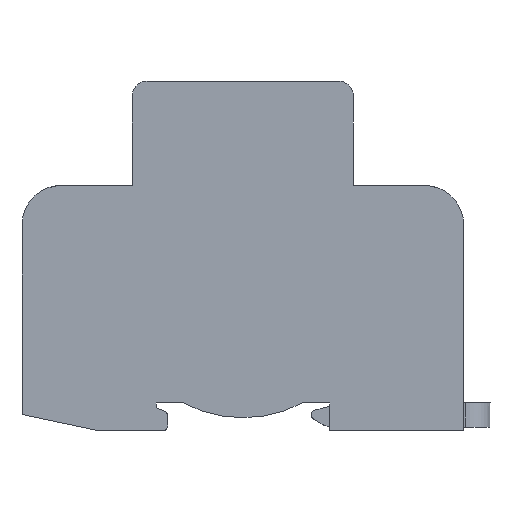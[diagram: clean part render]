
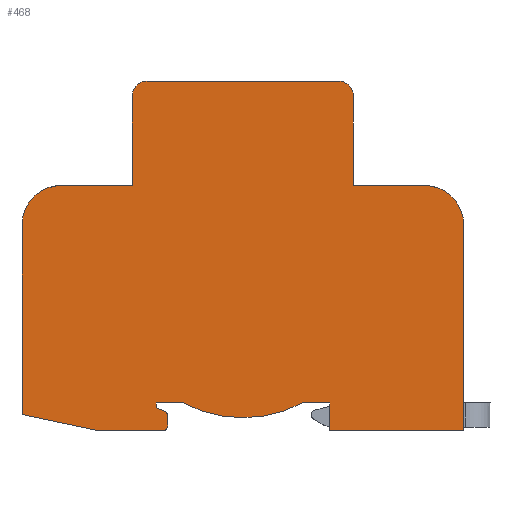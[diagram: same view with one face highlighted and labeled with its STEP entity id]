
A CAD part, left-side view. The second image highlights one B-rep face of the part: STEP entity #468.
In plain terms, the highlighted planar face has unit normal (-1, 0, 0).
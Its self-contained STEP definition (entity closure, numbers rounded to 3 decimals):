
#236=AXIS2_PLACEMENT_3D('Circle Axis2P3D',#234,#235,$) ;
#302=AXIS2_PLACEMENT_3D('Plane Axis2P3D',#299,#300,#301) ;
#306=AXIS2_PLACEMENT_3D('Circle Axis2P3D',#304,#305,$) ;
#320=AXIS2_PLACEMENT_3D('Circle Axis2P3D',#318,#319,$) ;
#341=AXIS2_PLACEMENT_3D('Circle Axis2P3D',#339,#340,$) ;
#369=AXIS2_PLACEMENT_3D('Circle Axis2P3D',#367,#368,$) ;
#383=AXIS2_PLACEMENT_3D('Circle Axis2P3D',#381,#382,$) ;
#411=AXIS2_PLACEMENT_3D('Circle Axis2P3D',#409,#410,$) ;
#141=CARTESIAN_POINT('Vertex',(0.,27.85,50.)) ;
#144=CARTESIAN_POINT('Line Origine',(0.,24.025,50.)) ;
#148=CARTESIAN_POINT('Vertex',(0.,20.2,50.)) ;
#151=CARTESIAN_POINT('Line Origine',(0.,16.775,50.)) ;
#155=CARTESIAN_POINT('Vertex',(0.,13.35,50.)) ;
#234=CARTESIAN_POINT('Axis2P3D Location',(0.,13.35,42.)) ;
#238=CARTESIAN_POINT('Vertex',(0.,5.35,42.)) ;
#278=CARTESIAN_POINT('Vertex',(0.,27.85,68.287)) ;
#281=CARTESIAN_POINT('Line Origine',(0.,27.85,59.144)) ;
#299=CARTESIAN_POINT('Axis2P3D Location',(0.,50.35,0.)) ;
#304=CARTESIAN_POINT('Axis2P3D Location',(0.,30.85,68.287)) ;
#308=CARTESIAN_POINT('Vertex',(0.,30.85,71.287)) ;
#311=CARTESIAN_POINT('Line Origine',(0.,50.35,71.287)) ;
#315=CARTESIAN_POINT('Vertex',(0.,69.85,71.287)) ;
#318=CARTESIAN_POINT('Axis2P3D Location',(0.,69.85,68.287)) ;
#322=CARTESIAN_POINT('Vertex',(0.,72.85,68.287)) ;
#325=CARTESIAN_POINT('Line Origine',(0.,72.85,59.144)) ;
#329=CARTESIAN_POINT('Vertex',(0.,72.85,50.)) ;
#332=CARTESIAN_POINT('Line Origine',(0.,80.1,50.)) ;
#336=CARTESIAN_POINT('Vertex',(0.,87.35,50.)) ;
#339=CARTESIAN_POINT('Axis2P3D Location',(0.,87.35,42.)) ;
#343=CARTESIAN_POINT('Vertex',(0.,95.35,42.)) ;
#346=CARTESIAN_POINT('Line Origine',(0.,95.35,22.669)) ;
#350=CARTESIAN_POINT('Vertex',(0.,95.35,3.337)) ;
#353=CARTESIAN_POINT('Line Origine',(0.,87.5,1.669)) ;
#357=CARTESIAN_POINT('Vertex',(0.,79.65,0.)) ;
#360=CARTESIAN_POINT('Line Origine',(0.,73.175,0.)) ;
#364=CARTESIAN_POINT('Vertex',(0.,66.7,0.)) ;
#367=CARTESIAN_POINT('Axis2P3D Location',(0.,66.7,1.)) ;
#371=CARTESIAN_POINT('Vertex',(0.,65.7,1.)) ;
#374=CARTESIAN_POINT('Line Origine',(0.,65.7,2.059)) ;
#378=CARTESIAN_POINT('Vertex',(0.,65.7,3.117)) ;
#381=CARTESIAN_POINT('Axis2P3D Location',(0.,66.7,3.117)) ;
#385=CARTESIAN_POINT('Vertex',(0.,66.336,4.049)) ;
#388=CARTESIAN_POINT('Line Origine',(0.,67.168,4.374)) ;
#392=CARTESIAN_POINT('Vertex',(0.,68.,4.7)) ;
#395=CARTESIAN_POINT('Line Origine',(0.,68.,5.2)) ;
#399=CARTESIAN_POINT('Vertex',(0.,68.,5.7)) ;
#402=CARTESIAN_POINT('Line Origine',(0.,65.237,5.7)) ;
#406=CARTESIAN_POINT('Vertex',(0.,62.474,5.7)) ;
#409=CARTESIAN_POINT('Axis2P3D Location',(0.,50.35,28.7)) ;
#413=CARTESIAN_POINT('Vertex',(0.,38.226,5.7)) ;
#416=CARTESIAN_POINT('Line Origine',(0.,35.463,5.7)) ;
#420=CARTESIAN_POINT('Vertex',(0.,32.7,5.7)) ;
#423=CARTESIAN_POINT('Line Origine',(0.,32.7,2.85)) ;
#427=CARTESIAN_POINT('Vertex',(0.,32.7,0.)) ;
#430=CARTESIAN_POINT('Line Origine',(0.,19.025,0.)) ;
#434=CARTESIAN_POINT('Vertex',(0.,5.35,0.)) ;
#437=CARTESIAN_POINT('Line Origine',(0.,5.35,21.)) ;
#145=DIRECTION('Vector Direction',(0.,1.,0.)) ;
#152=DIRECTION('Vector Direction',(0.,1.,0.)) ;
#235=DIRECTION('Axis2P3D Direction',(1.,0.,0.)) ;
#282=DIRECTION('Vector Direction',(0.,0.,1.)) ;
#300=DIRECTION('Axis2P3D Direction',(-1.,0.,0.)) ;
#301=DIRECTION('Axis2P3D XDirection',(0.,-1.,0.)) ;
#305=DIRECTION('Axis2P3D Direction',(-1.,0.,0.)) ;
#312=DIRECTION('Vector Direction',(0.,1.,0.)) ;
#319=DIRECTION('Axis2P3D Direction',(-1.,0.,0.)) ;
#326=DIRECTION('Vector Direction',(0.,0.,1.)) ;
#333=DIRECTION('Vector Direction',(0.,1.,0.)) ;
#340=DIRECTION('Axis2P3D Direction',(-1.,0.,0.)) ;
#347=DIRECTION('Vector Direction',(0.,0.,-1.)) ;
#354=DIRECTION('Vector Direction',(0.,-0.978,-0.208)) ;
#361=DIRECTION('Vector Direction',(0.,1.,0.)) ;
#368=DIRECTION('Axis2P3D Direction',(-1.,0.,0.)) ;
#375=DIRECTION('Vector Direction',(0.,0.,-1.)) ;
#382=DIRECTION('Axis2P3D Direction',(-1.,0.,0.)) ;
#389=DIRECTION('Vector Direction',(0.,-0.931,-0.364)) ;
#396=DIRECTION('Vector Direction',(0.,0.,1.)) ;
#403=DIRECTION('Vector Direction',(0.,1.,0.)) ;
#410=DIRECTION('Axis2P3D Direction',(-1.,0.,0.)) ;
#417=DIRECTION('Vector Direction',(0.,1.,0.)) ;
#424=DIRECTION('Vector Direction',(0.,0.,-1.)) ;
#431=DIRECTION('Vector Direction',(0.,1.,0.)) ;
#438=DIRECTION('Vector Direction',(0.,0.,1.)) ;
#146=VECTOR('Line Direction',#145,1.) ;
#153=VECTOR('Line Direction',#152,1.) ;
#283=VECTOR('Line Direction',#282,1.) ;
#313=VECTOR('Line Direction',#312,1.) ;
#327=VECTOR('Line Direction',#326,1.) ;
#334=VECTOR('Line Direction',#333,1.) ;
#348=VECTOR('Line Direction',#347,1.) ;
#355=VECTOR('Line Direction',#354,1.) ;
#362=VECTOR('Line Direction',#361,1.) ;
#376=VECTOR('Line Direction',#375,1.) ;
#390=VECTOR('Line Direction',#389,1.) ;
#397=VECTOR('Line Direction',#396,1.) ;
#404=VECTOR('Line Direction',#403,1.) ;
#418=VECTOR('Line Direction',#417,1.) ;
#425=VECTOR('Line Direction',#424,1.) ;
#432=VECTOR('Line Direction',#431,1.) ;
#439=VECTOR('Line Direction',#438,1.) ;
#443=ORIENTED_EDGE('',*,*,#285,.T.) ;
#444=ORIENTED_EDGE('',*,*,#310,.T.) ;
#445=ORIENTED_EDGE('',*,*,#317,.T.) ;
#446=ORIENTED_EDGE('',*,*,#324,.T.) ;
#447=ORIENTED_EDGE('',*,*,#331,.F.) ;
#448=ORIENTED_EDGE('',*,*,#338,.T.) ;
#449=ORIENTED_EDGE('',*,*,#345,.F.) ;
#450=ORIENTED_EDGE('',*,*,#352,.T.) ;
#451=ORIENTED_EDGE('',*,*,#359,.T.) ;
#452=ORIENTED_EDGE('',*,*,#366,.F.) ;
#453=ORIENTED_EDGE('',*,*,#373,.T.) ;
#454=ORIENTED_EDGE('',*,*,#380,.T.) ;
#455=ORIENTED_EDGE('',*,*,#387,.T.) ;
#456=ORIENTED_EDGE('',*,*,#394,.F.) ;
#457=ORIENTED_EDGE('',*,*,#401,.T.) ;
#458=ORIENTED_EDGE('',*,*,#408,.T.) ;
#459=ORIENTED_EDGE('',*,*,#415,.T.) ;
#460=ORIENTED_EDGE('',*,*,#422,.T.) ;
#461=ORIENTED_EDGE('',*,*,#429,.T.) ;
#462=ORIENTED_EDGE('',*,*,#436,.T.) ;
#463=ORIENTED_EDGE('',*,*,#441,.T.) ;
#464=ORIENTED_EDGE('',*,*,#240,.T.) ;
#465=ORIENTED_EDGE('',*,*,#157,.T.) ;
#466=ORIENTED_EDGE('',*,*,#150,.T.) ;
#468=ADVANCED_FACE('\X2\00DC\X0\BERSPANNUNGSSCHUTZ',(#467),#303,.T.) ;
#237=CIRCLE('generated circle',#236,8.) ;
#307=CIRCLE('generated circle',#306,3.) ;
#321=CIRCLE('generated circle',#320,3.) ;
#342=CIRCLE('generated circle',#341,8.) ;
#370=CIRCLE('generated circle',#369,1.) ;
#384=CIRCLE('generated circle',#383,1.) ;
#412=CIRCLE('generated circle',#411,26.) ;
#150=EDGE_CURVE('',#149,#142,#147,.T.) ;
#157=EDGE_CURVE('',#156,#149,#154,.T.) ;
#240=EDGE_CURVE('',#239,#156,#237,.F.) ;
#285=EDGE_CURVE('',#142,#279,#284,.T.) ;
#310=EDGE_CURVE('',#279,#309,#307,.T.) ;
#317=EDGE_CURVE('',#309,#316,#314,.T.) ;
#324=EDGE_CURVE('',#316,#323,#321,.T.) ;
#331=EDGE_CURVE('',#330,#323,#328,.T.) ;
#338=EDGE_CURVE('',#330,#337,#335,.T.) ;
#345=EDGE_CURVE('',#344,#337,#342,.F.) ;
#352=EDGE_CURVE('',#344,#351,#349,.T.) ;
#359=EDGE_CURVE('',#351,#358,#356,.T.) ;
#366=EDGE_CURVE('',#365,#358,#363,.T.) ;
#373=EDGE_CURVE('',#365,#372,#370,.T.) ;
#380=EDGE_CURVE('',#372,#379,#377,.F.) ;
#387=EDGE_CURVE('',#379,#386,#384,.T.) ;
#394=EDGE_CURVE('',#393,#386,#391,.T.) ;
#401=EDGE_CURVE('',#393,#400,#398,.T.) ;
#408=EDGE_CURVE('',#400,#407,#405,.F.) ;
#415=EDGE_CURVE('',#407,#414,#412,.T.) ;
#422=EDGE_CURVE('',#414,#421,#419,.F.) ;
#429=EDGE_CURVE('',#421,#428,#426,.T.) ;
#436=EDGE_CURVE('',#428,#435,#433,.F.) ;
#441=EDGE_CURVE('',#435,#239,#440,.T.) ;
#442=EDGE_LOOP('',(#443,#444,#445,#446,#447,#448,#449,#450,#451,#452,#453,#454,#455,#456,#457,#458,#459,#460,#461,#462,#463,#464,#465,#466)) ;
#467=FACE_OUTER_BOUND('',#442,.T.) ;
#147=LINE('Line',#144,#146) ;
#154=LINE('Line',#151,#153) ;
#284=LINE('Line',#281,#283) ;
#314=LINE('Line',#311,#313) ;
#328=LINE('Line',#325,#327) ;
#335=LINE('Line',#332,#334) ;
#349=LINE('Line',#346,#348) ;
#356=LINE('Line',#353,#355) ;
#363=LINE('Line',#360,#362) ;
#377=LINE('Line',#374,#376) ;
#391=LINE('Line',#388,#390) ;
#398=LINE('Line',#395,#397) ;
#405=LINE('Line',#402,#404) ;
#419=LINE('Line',#416,#418) ;
#426=LINE('Line',#423,#425) ;
#433=LINE('Line',#430,#432) ;
#440=LINE('Line',#437,#439) ;
#303=PLANE('',#302) ;
#142=VERTEX_POINT('',#141) ;
#149=VERTEX_POINT('',#148) ;
#156=VERTEX_POINT('',#155) ;
#239=VERTEX_POINT('',#238) ;
#279=VERTEX_POINT('',#278) ;
#309=VERTEX_POINT('',#308) ;
#316=VERTEX_POINT('',#315) ;
#323=VERTEX_POINT('',#322) ;
#330=VERTEX_POINT('',#329) ;
#337=VERTEX_POINT('',#336) ;
#344=VERTEX_POINT('',#343) ;
#351=VERTEX_POINT('',#350) ;
#358=VERTEX_POINT('',#357) ;
#365=VERTEX_POINT('',#364) ;
#372=VERTEX_POINT('',#371) ;
#379=VERTEX_POINT('',#378) ;
#386=VERTEX_POINT('',#385) ;
#393=VERTEX_POINT('',#392) ;
#400=VERTEX_POINT('',#399) ;
#407=VERTEX_POINT('',#406) ;
#414=VERTEX_POINT('',#413) ;
#421=VERTEX_POINT('',#420) ;
#428=VERTEX_POINT('',#427) ;
#435=VERTEX_POINT('',#434) ;
